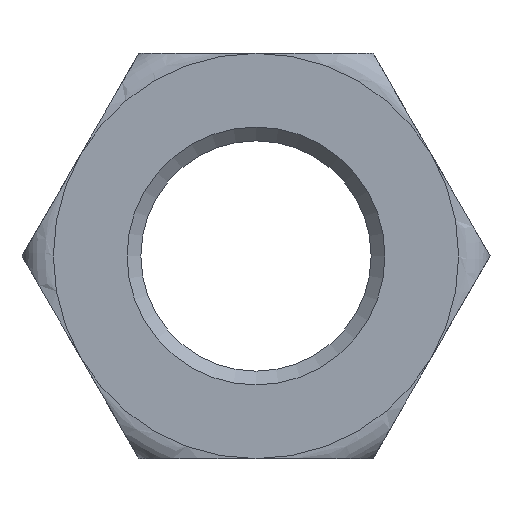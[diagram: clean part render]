
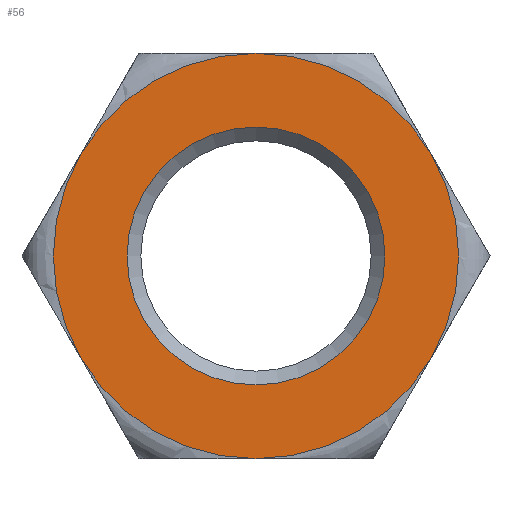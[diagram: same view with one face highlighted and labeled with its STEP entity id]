
A CAD part, front view. The second image highlights one B-rep face of the part: STEP entity #56.
In plain terms, the highlighted planar face has unit normal (0, -1, 0).
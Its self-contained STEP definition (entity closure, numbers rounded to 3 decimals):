
#13 = AXIS2_PLACEMENT_3D ( 'NONE', #295, #363, #882 ) ;
#18 = DIRECTION ( 'NONE',  ( 0., 1., 0. ) ) ;
#35 = VERTEX_POINT ( 'NONE', #207 ) ;
#56 = ADVANCED_FACE ( 'NONE', ( #113, #808 ), #57, .F. ) ;
#57 = PLANE ( 'NONE',  #718 ) ;
#64 = CARTESIAN_POINT ( 'NONE',  ( 0., -5.5, 7. ) ) ;
#70 = ORIENTED_EDGE ( 'NONE', *, *, #733, .F. ) ;
#72 = VERTEX_POINT ( 'NONE', #64 ) ;
#75 = DIRECTION ( 'NONE',  ( 0., 1., 0. ) ) ;
#76 = EDGE_CURVE ( 'NONE', #946, #304, #277, .T. ) ;
#113 = FACE_BOUND ( 'NONE', #821, .T. ) ;
#125 = ORIENTED_EDGE ( 'NONE', *, *, #397, .F. ) ;
#133 = CIRCLE ( 'NONE', #323, 11. ) ;
#137 = CARTESIAN_POINT ( 'NONE',  ( 0., -5.5, 0. ) ) ;
#207 = CARTESIAN_POINT ( 'NONE',  ( 9.526, -5.5, -5.5 ) ) ;
#233 = CARTESIAN_POINT ( 'NONE',  ( 0., -5.5, -11. ) ) ;
#234 = EDGE_CURVE ( 'NONE', #240, #946, #358, .T. ) ;
#240 = VERTEX_POINT ( 'NONE', #320 ) ;
#271 = CARTESIAN_POINT ( 'NONE',  ( 0., -5.5, 11. ) ) ;
#277 = CIRCLE ( 'NONE', #407, 11. ) ;
#295 = CARTESIAN_POINT ( 'NONE',  ( 0., -5.5, 0. ) ) ;
#304 = VERTEX_POINT ( 'NONE', #271 ) ;
#308 = CARTESIAN_POINT ( 'NONE',  ( 0., -5.5, 0. ) ) ;
#311 = CIRCLE ( 'NONE', #766, 11. ) ;
#320 = CARTESIAN_POINT ( 'NONE',  ( -9.526, -5.5, -5.5 ) ) ;
#321 = AXIS2_PLACEMENT_3D ( 'NONE', #137, #750, #583 ) ;
#323 = AXIS2_PLACEMENT_3D ( 'NONE', #863, #18, #499 ) ;
#358 = CIRCLE ( 'NONE', #945, 11. ) ;
#362 = CIRCLE ( 'NONE', #13, 11. ) ;
#363 = DIRECTION ( 'NONE',  ( 0., 1., 0. ) ) ;
#371 = VERTEX_POINT ( 'NONE', #233 ) ;
#372 = EDGE_CURVE ( 'NONE', #441, #35, #526, .T. ) ;
#397 = EDGE_CURVE ( 'NONE', #371, #240, #311, .T. ) ;
#407 = AXIS2_PLACEMENT_3D ( 'NONE', #308, #913, #445 ) ;
#432 = EDGE_CURVE ( 'NONE', #72, #72, #869, .T. ) ;
#434 = ORIENTED_EDGE ( 'NONE', *, *, #76, .F. ) ;
#441 = VERTEX_POINT ( 'NONE', #467 ) ;
#445 = DIRECTION ( 'NONE',  ( -1., 0., 0. ) ) ;
#467 = CARTESIAN_POINT ( 'NONE',  ( 9.526, -5.5, 5.5 ) ) ;
#476 = CARTESIAN_POINT ( 'NONE',  ( 0., -5.5, 0. ) ) ;
#499 = DIRECTION ( 'NONE',  ( 1., 0., 0. ) ) ;
#510 = AXIS2_PLACEMENT_3D ( 'NONE', #989, #618, #912 ) ;
#526 = CIRCLE ( 'NONE', #510, 11. ) ;
#581 = ORIENTED_EDGE ( 'NONE', *, *, #432, .T. ) ;
#583 = DIRECTION ( 'NONE',  ( 0., 0., 1. ) ) ;
#613 = CARTESIAN_POINT ( 'NONE',  ( -9.526, -5.5, 5.5 ) ) ;
#618 = DIRECTION ( 'NONE',  ( 0., 1., 0. ) ) ;
#686 = EDGE_LOOP ( 'NONE', ( #70, #894, #721, #434, #883, #125 ) ) ;
#696 = CARTESIAN_POINT ( 'NONE',  ( 0., -5.5, 0. ) ) ;
#718 = AXIS2_PLACEMENT_3D ( 'NONE', #476, #781, #969 ) ;
#721 = ORIENTED_EDGE ( 'NONE', *, *, #901, .F. ) ;
#733 = EDGE_CURVE ( 'NONE', #35, #371, #362, .T. ) ;
#750 = DIRECTION ( 'NONE',  ( 0., 1., 0. ) ) ;
#763 = DIRECTION ( 'NONE',  ( 0., 1., 0. ) ) ;
#766 = AXIS2_PLACEMENT_3D ( 'NONE', #900, #763, #927 ) ;
#781 = DIRECTION ( 'NONE',  ( 0., 1., 0. ) ) ;
#808 = FACE_OUTER_BOUND ( 'NONE', #686, .T. ) ;
#821 = EDGE_LOOP ( 'NONE', ( #581 ) ) ;
#863 = CARTESIAN_POINT ( 'NONE',  ( 0., -5.5, 0. ) ) ;
#869 = CIRCLE ( 'NONE', #321, 7. ) ;
#882 = DIRECTION ( 'NONE',  ( 1., 0., 0. ) ) ;
#883 = ORIENTED_EDGE ( 'NONE', *, *, #234, .F. ) ;
#894 = ORIENTED_EDGE ( 'NONE', *, *, #372, .F. ) ;
#900 = CARTESIAN_POINT ( 'NONE',  ( 0., -5.5, 0. ) ) ;
#901 = EDGE_CURVE ( 'NONE', #304, #441, #133, .T. ) ;
#912 = DIRECTION ( 'NONE',  ( 1., 0., 0. ) ) ;
#913 = DIRECTION ( 'NONE',  ( 0., 1., 0. ) ) ;
#920 = DIRECTION ( 'NONE',  ( 1., 0., 0. ) ) ;
#927 = DIRECTION ( 'NONE',  ( 1., 0., 0. ) ) ;
#945 = AXIS2_PLACEMENT_3D ( 'NONE', #696, #75, #920 ) ;
#946 = VERTEX_POINT ( 'NONE', #613 ) ;
#969 = DIRECTION ( 'NONE',  ( 0., 0., 1. ) ) ;
#989 = CARTESIAN_POINT ( 'NONE',  ( 0., -5.5, 0. ) ) ;
